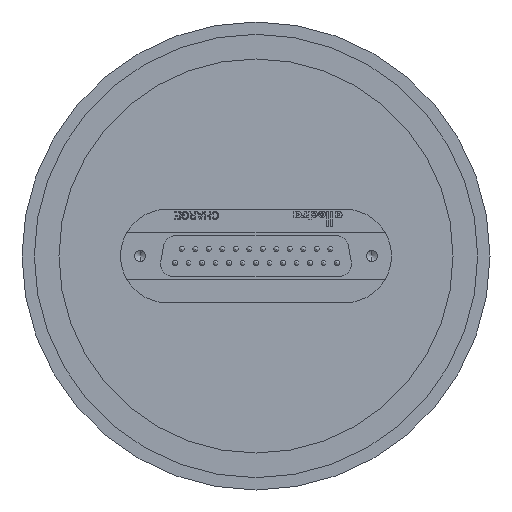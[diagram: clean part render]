
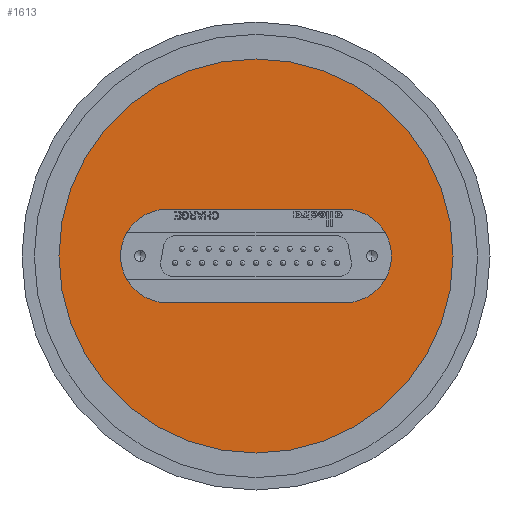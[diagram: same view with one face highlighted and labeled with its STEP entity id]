
A CAD part, front view. The second image highlights one B-rep face of the part: STEP entity #1613.
In plain terms, the highlighted planar face has unit normal (0, -1, 0).
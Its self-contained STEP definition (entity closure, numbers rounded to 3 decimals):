
#302 = CIRCLE ( 'NONE', #7248, 40. ) ;
#378 = DIRECTION ( 'NONE',  ( -1., 0., 0. ) ) ;
#449 = DIRECTION ( 'NONE',  ( 0., 0., 1. ) ) ;
#604 = VECTOR ( 'NONE', #378, 1000. ) ;
#665 = DIRECTION ( 'NONE',  ( 1., 0., 0. ) ) ;
#870 = CARTESIAN_POINT ( 'NONE',  ( 0., -12., 0. ) ) ;
#1245 = EDGE_CURVE ( 'NONE', #9455, #1529, #10408, .T. ) ;
#1258 = CARTESIAN_POINT ( 'NONE',  ( 18., -12., -9.5 ) ) ;
#1529 = VERTEX_POINT ( 'NONE', #3291 ) ;
#1613 = ADVANCED_FACE ( 'NONE', ( #10792, #2474 ), #6261, .T. ) ;
#1623 = ORIENTED_EDGE ( 'NONE', *, *, #11811, .T. ) ;
#1759 = DIRECTION ( 'NONE',  ( 0., -1., 0. ) ) ;
#1839 = VERTEX_POINT ( 'NONE', #4900 ) ;
#2297 = DIRECTION ( 'NONE',  ( 0., -1., 0. ) ) ;
#2402 = AXIS2_PLACEMENT_3D ( 'NONE', #9104, #2297, #6084 ) ;
#2426 = ORIENTED_EDGE ( 'NONE', *, *, #10420, .T. ) ;
#2448 = CARTESIAN_POINT ( 'NONE',  ( 0., -12., 0. ) ) ;
#2459 = ORIENTED_EDGE ( 'NONE', *, *, #6120, .T. ) ;
#2474 = FACE_OUTER_BOUND ( 'NONE', #7002, .T. ) ;
#2568 = VERTEX_POINT ( 'NONE', #11200 ) ;
#2861 = CARTESIAN_POINT ( 'NONE',  ( -18., -12., -9.5 ) ) ;
#2867 = ORIENTED_EDGE ( 'NONE', *, *, #11387, .T. ) ;
#3075 = DIRECTION ( 'NONE',  ( 0., 1., 0. ) ) ;
#3291 = CARTESIAN_POINT ( 'NONE',  ( 0., -12., -40. ) ) ;
#3293 = EDGE_CURVE ( 'NONE', #1529, #9455, #302, .T. ) ;
#3562 = DIRECTION ( 'NONE',  ( 0., 1., 0. ) ) ;
#4246 = CARTESIAN_POINT ( 'NONE',  ( -18., -12., 0. ) ) ;
#4599 = DIRECTION ( 'NONE',  ( 0., 0., -1. ) ) ;
#4878 = VERTEX_POINT ( 'NONE', #6704 ) ;
#4900 = CARTESIAN_POINT ( 'NONE',  ( 18., -12., -9.5 ) ) ;
#5326 = LINE ( 'NONE', #12036, #11211 ) ;
#5623 = DIRECTION ( 'NONE',  ( 0., 0., -1. ) ) ;
#6084 = DIRECTION ( 'NONE',  ( 0., 0., -1. ) ) ;
#6120 = EDGE_CURVE ( 'NONE', #2568, #4878, #5326, .T. ) ;
#6261 = PLANE ( 'NONE',  #2402 ) ;
#6459 = CARTESIAN_POINT ( 'NONE',  ( 0., -12., 40. ) ) ;
#6704 = CARTESIAN_POINT ( 'NONE',  ( 18., -12., 9.5 ) ) ;
#6733 = DIRECTION ( 'NONE',  ( 0., -1., 0. ) ) ;
#7002 = EDGE_LOOP ( 'NONE', ( #7176, #8175 ) ) ;
#7176 = ORIENTED_EDGE ( 'NONE', *, *, #3293, .T. ) ;
#7248 = AXIS2_PLACEMENT_3D ( 'NONE', #2448, #6733, #5623 ) ;
#8175 = ORIENTED_EDGE ( 'NONE', *, *, #1245, .T. ) ;
#8430 = AXIS2_PLACEMENT_3D ( 'NONE', #9195, #3562, #9135 ) ;
#8829 = CIRCLE ( 'NONE', #8430, 9.5 ) ;
#8881 = LINE ( 'NONE', #1258, #604 ) ;
#9048 = EDGE_LOOP ( 'NONE', ( #2426, #1623, #2867, #2459 ) ) ;
#9062 = VERTEX_POINT ( 'NONE', #2861 ) ;
#9104 = CARTESIAN_POINT ( 'NONE',  ( 0., -12., -40. ) ) ;
#9135 = DIRECTION ( 'NONE',  ( 0., 0., 1. ) ) ;
#9195 = CARTESIAN_POINT ( 'NONE',  ( 18., -12., 0. ) ) ;
#9222 = AXIS2_PLACEMENT_3D ( 'NONE', #870, #1759, #4599 ) ;
#9455 = VERTEX_POINT ( 'NONE', #6459 ) ;
#10408 = CIRCLE ( 'NONE', #9222, 40. ) ;
#10420 = EDGE_CURVE ( 'NONE', #4878, #1839, #8829, .T. ) ;
#10792 = FACE_BOUND ( 'NONE', #9048, .T. ) ;
#10906 = AXIS2_PLACEMENT_3D ( 'NONE', #4246, #3075, #449 ) ;
#11200 = CARTESIAN_POINT ( 'NONE',  ( -18., -12., 9.5 ) ) ;
#11211 = VECTOR ( 'NONE', #665, 1000. ) ;
#11387 = EDGE_CURVE ( 'NONE', #9062, #2568, #11522, .T. ) ;
#11522 = CIRCLE ( 'NONE', #10906, 9.5 ) ;
#11811 = EDGE_CURVE ( 'NONE', #1839, #9062, #8881, .T. ) ;
#12036 = CARTESIAN_POINT ( 'NONE',  ( 18., -12., 9.5 ) ) ;
